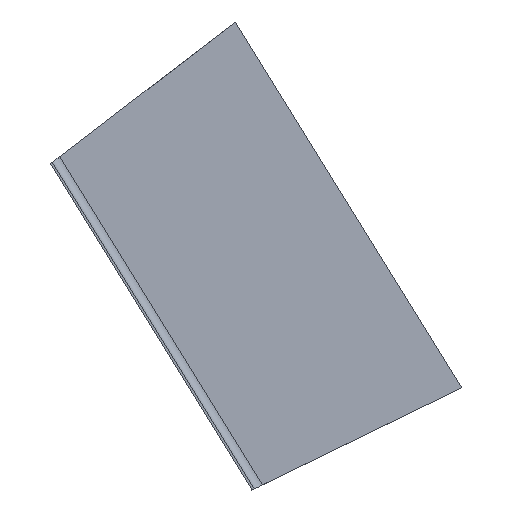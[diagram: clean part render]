
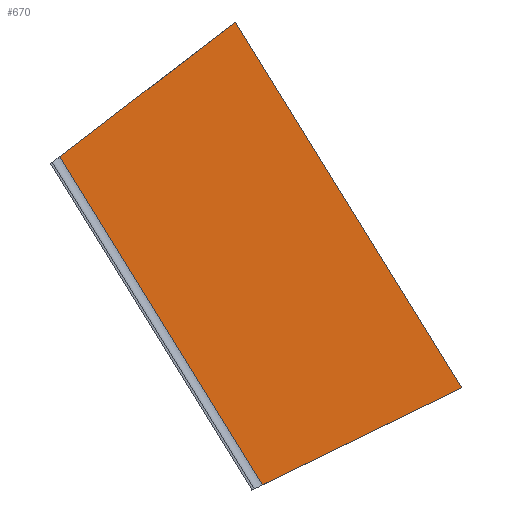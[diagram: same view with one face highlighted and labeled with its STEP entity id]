
A CAD part, front view. The second image highlights one B-rep face of the part: STEP entity #670.
In plain terms, the highlighted planar face has unit normal (0.058, -0.998, 0).
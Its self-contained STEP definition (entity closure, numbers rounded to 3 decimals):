
#44 = PLANE('',#45);
#45 = AXIS2_PLACEMENT_3D('',#46,#47,#48);
#46 = CARTESIAN_POINT('',(1273.766,0.,-2617.173));
#47 = DIRECTION('',(0.438,0.,-0.899));
#48 = DIRECTION('',(0.,-1.,0.));
#72 = PLANE('',#73);
#73 = AXIS2_PLACEMENT_3D('',#74,#75,#76);
#74 = CARTESIAN_POINT('',(10457.485,0.,6463.149));
#75 = DIRECTION('',(0.851,0.,0.526));
#76 = DIRECTION('',(0.,-1.,0.));
#100 = PLANE('',#101);
#101 = AXIS2_PLACEMENT_3D('',#102,#103,#104);
#102 = CARTESIAN_POINT('',(2185.894,0.,-2850.41));
#103 = DIRECTION('',(0.609,0.,-0.794));
#104 = DIRECTION('',(0.,-1.,0.));
#143 = VERTEX_POINT('',#144);
#144 = CARTESIAN_POINT('',(12648.117,657.725,
    2918.67));
#165 = EDGE_CURVE('',#166,#143,#168,.T.);
#166 = VERTEX_POINT('',#167);
#167 = CARTESIAN_POINT('',(11814.895,609.195,
    2513.145));
#168 = SURFACE_CURVE('',#169,(#173,#179),.PCURVE_S1.);
#169 = LINE('',#170,#171);
#170 = CARTESIAN_POINT('',(1273.989,-4.742,
    -2617.064));
#171 = VECTOR('',#172,1.);
#172 = DIRECTION('',(0.898,0.052,0.437));
#173 = PCURVE('',#44,#174);
#174 = DEFINITIONAL_REPRESENTATION('',(#175),#178);
#175 = B_SPLINE_CURVE_WITH_KNOTS('',1,(#176,#177),.UNSPECIFIED.,.F.,.F.,
  (2,2),(-12016444.776,12016444.279),
  .PIECEWISE_BEZIER_KNOTS.);
#176 = CARTESIAN_POINT('',(628446.55,12000000.));
#177 = CARTESIAN_POINT('',(-628437.039,-12000000.));
#178 = ( GEOMETRIC_REPRESENTATION_CONTEXT(2) 
PARAMETRIC_REPRESENTATION_CONTEXT() REPRESENTATION_CONTEXT('2D SPACE',''
  ) );
#179 = PCURVE('',#180,#185);
#180 = PLANE('',#181);
#181 = AXIS2_PLACEMENT_3D('',#182,#183,#184);
#182 = CARTESIAN_POINT('',(4.582,-78.677,0.));
#183 = DIRECTION('',(0.058,-0.998,0.));
#184 = DIRECTION('',(0.,0.,-1.));
#185 = DEFINITIONAL_REPRESENTATION('',(#186),#189);
#186 = B_SPLINE_CURVE_WITH_KNOTS('',1,(#187,#188),.UNSPECIFIED.,.F.,.F.,
  (2,2),(-12016444.776,12016444.279),
  .PIECEWISE_BEZIER_KNOTS.);
#187 = CARTESIAN_POINT('',(5254027.331,-10806949.169));
#188 = CARTESIAN_POINT('',(-5248792.985,10809491.837));
#189 = ( GEOMETRIC_REPRESENTATION_CONTEXT(2) 
PARAMETRIC_REPRESENTATION_CONTEXT() REPRESENTATION_CONTEXT('2D SPACE',''
  ) );
#208 = CYLINDRICAL_SURFACE('',#209,39.997);
#209 = AXIS2_PLACEMENT_3D('',#210,#211,#212);
#210 = CARTESIAN_POINT('',(10972.624,520.074,
    3879.716));
#211 = DIRECTION('',(0.525,0.031,-0.85));
#212 = DIRECTION('',(-0.058,0.998,
    0.));
#403 = VERTEX_POINT('',#404);
#404 = CARTESIAN_POINT('',(11702.962,602.676,
    4447.947));
#425 = EDGE_CURVE('',#143,#403,#426,.T.);
#426 = SURFACE_CURVE('',#427,(#431,#437),.PCURVE_S1.);
#427 = LINE('',#428,#429);
#428 = CARTESIAN_POINT('',(10448.959,529.639,
    6476.945));
#429 = VECTOR('',#430,1.);
#430 = DIRECTION('',(-0.525,-0.031,0.85)
  );
#431 = PCURVE('',#72,#432);
#432 = DEFINITIONAL_REPRESENTATION('',(#433),#436);
#433 = B_SPLINE_CURVE_WITH_KNOTS('',1,(#434,#435),.UNSPECIFIED.,.F.,.F.,
  (2,2),(-12005640.622,12005608.171),
  .PIECEWISE_BEZIER_KNOTS.);
#434 = CARTESIAN_POINT('',(-367976.942,12000000.));
#435 = CARTESIAN_POINT('',(366916.672,-12000000.));
#436 = ( GEOMETRIC_REPRESENTATION_CONTEXT(2) 
PARAMETRIC_REPRESENTATION_CONTEXT() REPRESENTATION_CONTEXT('2D SPACE',''
  ) );
#437 = PCURVE('',#180,#438);
#438 = DEFINITIONAL_REPRESENTATION('',(#439),#442);
#439 = B_SPLINE_CURVE_WITH_KNOTS('',1,(#440,#441),.UNSPECIFIED.,.F.,.F.,
  (2,2),(-12005640.622,12005608.171),
  .PIECEWISE_BEZIER_KNOTS.);
#440 = CARTESIAN_POINT('',(10201316.83,6329983.656));
#441 = CARTESIAN_POINT('',(-10214243.129,-6309042.421));
#442 = ( GEOMETRIC_REPRESENTATION_CONTEXT(2) 
PARAMETRIC_REPRESENTATION_CONTEXT() REPRESENTATION_CONTEXT('2D SPACE',''
  ) );
#496 = EDGE_CURVE('',#497,#403,#499,.T.);
#497 = VERTEX_POINT('',#498);
#498 = CARTESIAN_POINT('',(10967.626,559.848,
    3884.04));
#499 = SURFACE_CURVE('',#500,(#504,#510),.PCURVE_S1.);
#500 = LINE('',#501,#502);
#501 = CARTESIAN_POINT('',(2184.124,48.267,
    -2851.767));
#502 = VECTOR('',#503,1.);
#503 = DIRECTION('',(0.793,0.046,0.608));
#504 = PCURVE('',#100,#505);
#505 = DEFINITIONAL_REPRESENTATION('',(#506),#509);
#506 = B_SPLINE_CURVE_WITH_KNOTS('',1,(#507,#508),.UNSPECIFIED.,.F.,.F.,
  (2,2),(-12012807.405,12012811.871),
  .PIECEWISE_BEZIER_KNOTS.);
#507 = CARTESIAN_POINT('',(554564.472,12000000.));
#508 = CARTESIAN_POINT('',(-554661.212,-12000000.));
#509 = ( GEOMETRIC_REPRESENTATION_CONTEXT(2) 
PARAMETRIC_REPRESENTATION_CONTEXT() REPRESENTATION_CONTEXT('2D SPACE',''
  ) );
#510 = PCURVE('',#180,#511);
#511 = DEFINITIONAL_REPRESENTATION('',(#512),#515);
#512 = B_SPLINE_CURVE_WITH_KNOTS('',1,(#513,#514),.UNSPECIFIED.,.F.,.F.,
  (2,2),(-12012807.405,12012811.871),
  .PIECEWISE_BEZIER_KNOTS.);
#513 = CARTESIAN_POINT('',(7305250.228,-9536292.453));
#514 = CARTESIAN_POINT('',(-7299549.409,9540662.471));
#515 = ( GEOMETRIC_REPRESENTATION_CONTEXT(2) 
PARAMETRIC_REPRESENTATION_CONTEXT() REPRESENTATION_CONTEXT('2D SPACE',''
  ) );
#650 = EDGE_CURVE('',#497,#166,#651,.T.);
#651 = SURFACE_CURVE('',#652,(#656,#663),.PCURVE_S1.);
#652 = LINE('',#653,#654);
#653 = CARTESIAN_POINT('',(10970.298,560.003,
    3879.716));
#654 = VECTOR('',#655,1.);
#655 = DIRECTION('',(0.525,0.031,-0.85));
#656 = PCURVE('',#208,#657);
#657 = DEFINITIONAL_REPRESENTATION('',(#658),#662);
#658 = LINE('',#659,#660);
#659 = CARTESIAN_POINT('',(-0.,0.));
#660 = VECTOR('',#661,1.);
#661 = DIRECTION('',(-0.,1.));
#662 = ( GEOMETRIC_REPRESENTATION_CONTEXT(2) 
PARAMETRIC_REPRESENTATION_CONTEXT() REPRESENTATION_CONTEXT('2D SPACE',''
  ) );
#663 = PCURVE('',#180,#664);
#664 = DEFINITIONAL_REPRESENTATION('',(#665),#669);
#665 = LINE('',#666,#667);
#666 = CARTESIAN_POINT('',(-3879.716,10984.299));
#667 = VECTOR('',#668,1.);
#668 = DIRECTION('',(0.85,0.526));
#669 = ( GEOMETRIC_REPRESENTATION_CONTEXT(2) 
PARAMETRIC_REPRESENTATION_CONTEXT() REPRESENTATION_CONTEXT('2D SPACE',''
  ) );
#670 = ADVANCED_FACE('',(#671),#180,.T.);
#671 = FACE_BOUND('',#672,.T.);
#672 = EDGE_LOOP('',(#673,#674,#675,#676));
#673 = ORIENTED_EDGE('',*,*,#165,.T.);
#674 = ORIENTED_EDGE('',*,*,#425,.T.);
#675 = ORIENTED_EDGE('',*,*,#496,.F.);
#676 = ORIENTED_EDGE('',*,*,#650,.T.);
